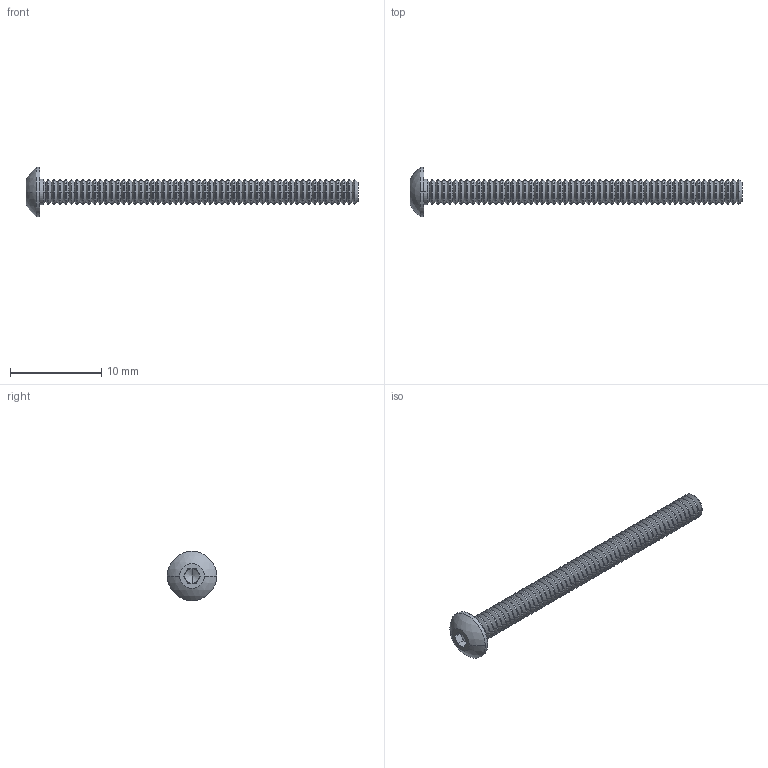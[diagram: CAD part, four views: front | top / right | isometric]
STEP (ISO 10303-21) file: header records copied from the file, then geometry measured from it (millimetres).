
FILE_DESCRIPTION (( 'STEP AP203' ), '1' );
FILE_NAME ('socket button head cap screw_quanser ansi inch_SBHCSCREW 0.112-40x1.375-HX-S_sldprt.STEP', '2016-06-02T17:09:45', ( 'Shusen Zhang' ), ( 'MathWorks' ), 'SwSTEP 2.0', 'SolidWorks 2015', '' );
FILE_SCHEMA (( 'CONFIG_CONTROL_DESIGN' ));
Length unit declared in the file: inch
Products named in the file (1): socket button head cap screw_quanser ansi inch_SBHCSCREW 0.112-40x1.375-HX-S_sldprt
Bounding box: 36.42 x 5.41 x 5.41 mm (x, y, z)
Volume: 200.6 mm3; surface area: 504.3 mm2
Topology: 1 solids, 1 shells, 347 faces, 916 edges, 571 vertices
Faces by surface type: cone 220, cylinder 110, plane 15, sphere 2
Entity records: 10967 total; most frequent: DIRECTION 2170, CARTESIAN_POINT 1833, ORIENTED_EDGE 1828, EDGE_CURVE 914, AXIS2_PLACEMENT_3D 908, VERTEX_POINT 571, CIRCLE 560, VECTOR 354
